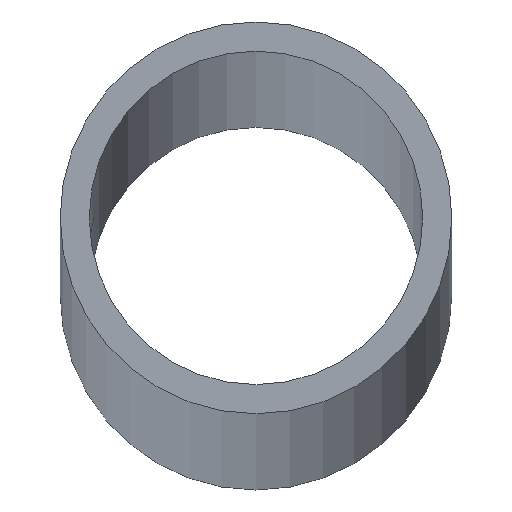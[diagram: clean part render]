
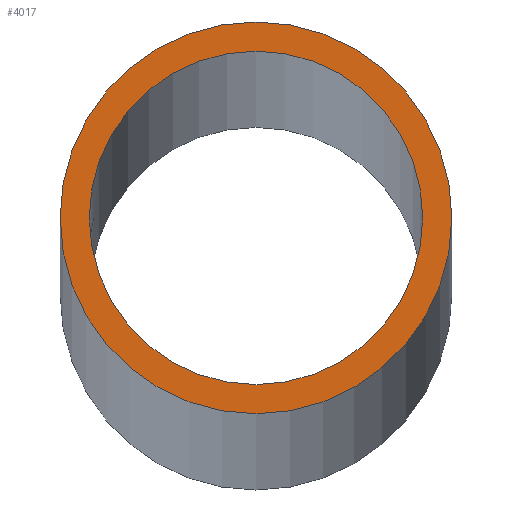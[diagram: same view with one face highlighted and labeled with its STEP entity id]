
A CAD part, top view. The second image highlights one B-rep face of the part: STEP entity #4017.
In plain terms, the highlighted planar face has unit normal (0, 0, 1).
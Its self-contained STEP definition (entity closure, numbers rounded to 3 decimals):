
#311 = DIRECTION ( 'NONE',  ( 1., 0., 0. ) ) ;
#915 = DIRECTION ( 'NONE',  ( 0., 0., 1. ) ) ;
#2113 = EDGE_CURVE ( 'NONE', #10359, #10359, #3308, .T. ) ;
#3125 = CARTESIAN_POINT ( 'NONE',  ( 13.45, 0., 1500. ) ) ;
#3215 = CARTESIAN_POINT ( 'NONE',  ( 11.45, 0., 1500. ) ) ;
#3308 = CIRCLE ( 'NONE', #3385, 11.45 ) ;
#3385 = AXIS2_PLACEMENT_3D ( 'NONE', #11885, #6568, #6613 ) ;
#3451 = FACE_BOUND ( 'NONE', #9088, .T. ) ;
#3728 = AXIS2_PLACEMENT_3D ( 'NONE', #13617, #915, #7303 ) ;
#4017 = ADVANCED_FACE ( 'NONE', ( #9739, #3451 ), #7766, .T. ) ;
#4111 = CIRCLE ( 'NONE', #3728, 13.45 ) ;
#4885 = EDGE_LOOP ( 'NONE', ( #13294 ) ) ;
#6568 = DIRECTION ( 'NONE',  ( 0., 0., 1. ) ) ;
#6613 = DIRECTION ( 'NONE',  ( 1., 0., 0. ) ) ;
#7303 = DIRECTION ( 'NONE',  ( 1., 0., 0. ) ) ;
#7766 = PLANE ( 'NONE',  #12727 ) ;
#7851 = ORIENTED_EDGE ( 'NONE', *, *, #2113, .F. ) ;
#8919 = CARTESIAN_POINT ( 'NONE',  ( 0., 0., 1500. ) ) ;
#9088 = EDGE_LOOP ( 'NONE', ( #7851 ) ) ;
#9739 = FACE_OUTER_BOUND ( 'NONE', #4885, .T. ) ;
#10359 = VERTEX_POINT ( 'NONE', #3215 ) ;
#10563 = EDGE_CURVE ( 'NONE', #11673, #11673, #4111, .T. ) ;
#11673 = VERTEX_POINT ( 'NONE', #3125 ) ;
#11885 = CARTESIAN_POINT ( 'NONE',  ( 0., 0., 1500. ) ) ;
#12071 = DIRECTION ( 'NONE',  ( 0., 0., 1. ) ) ;
#12727 = AXIS2_PLACEMENT_3D ( 'NONE', #8919, #12071, #311 ) ;
#13294 = ORIENTED_EDGE ( 'NONE', *, *, #10563, .T. ) ;
#13617 = CARTESIAN_POINT ( 'NONE',  ( 0., 0., 1500. ) ) ;
